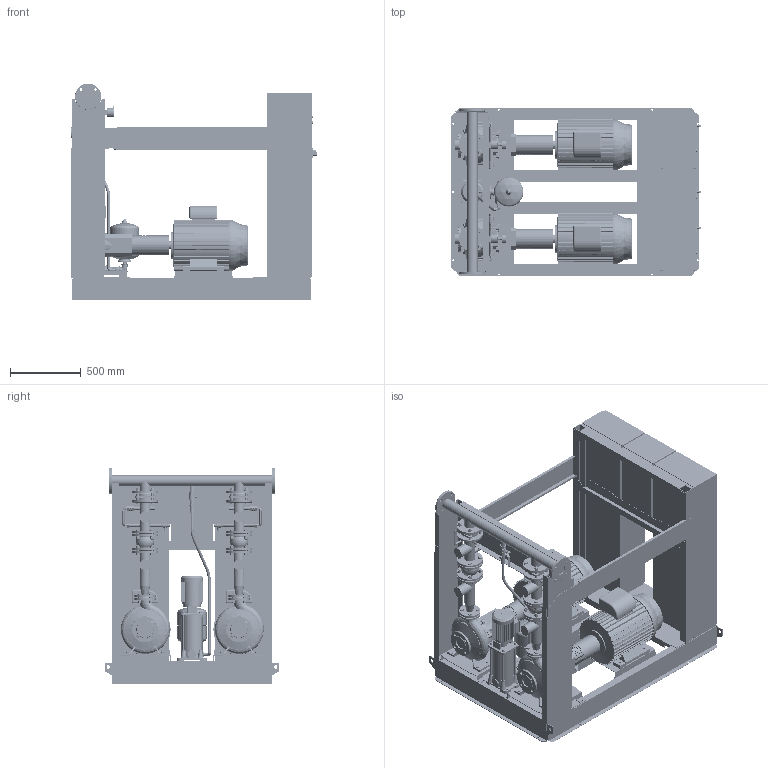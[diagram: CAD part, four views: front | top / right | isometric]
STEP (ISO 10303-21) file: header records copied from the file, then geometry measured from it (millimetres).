
FILE_DESCRIPTION((''),'2;1');
FILE_NAME('3d_Sifire-EN-40_250-248-22_22_1.1EEJ-4183943.stp','2015-05-25T14:40:19',(''),(''),'Mechanical Desktop 2009','Mechanical Desktop 2009',', , ');
FILE_SCHEMA(('CONFIG_CONTROL_DESIGN'));
Length unit declared in the file: millimetre
Products named in the file (1): Product
Bounding box: 1754.5 x 1230 x 1527.5 mm (x, y, z)
Volume: 516937845.7 mm3; surface area: 32641953.6 mm2
Topology: 223 solids, 223 shells, 5790 faces, 14029 edges, 8919 vertices
Faces by surface type: plane 2136, bspline 1848, cylinder 1140, cone 488, torus 140, sphere 38
Entity records: 188802 total; most frequent: CARTESIAN_POINT 61075, ORIENTED_EDGE 27994, DIRECTION 24067, EDGE_CURVE 13997, VERTEX_POINT 8917, AXIS2_PLACEMENT_3D 8170, VECTOR 7727, LINE 7727
